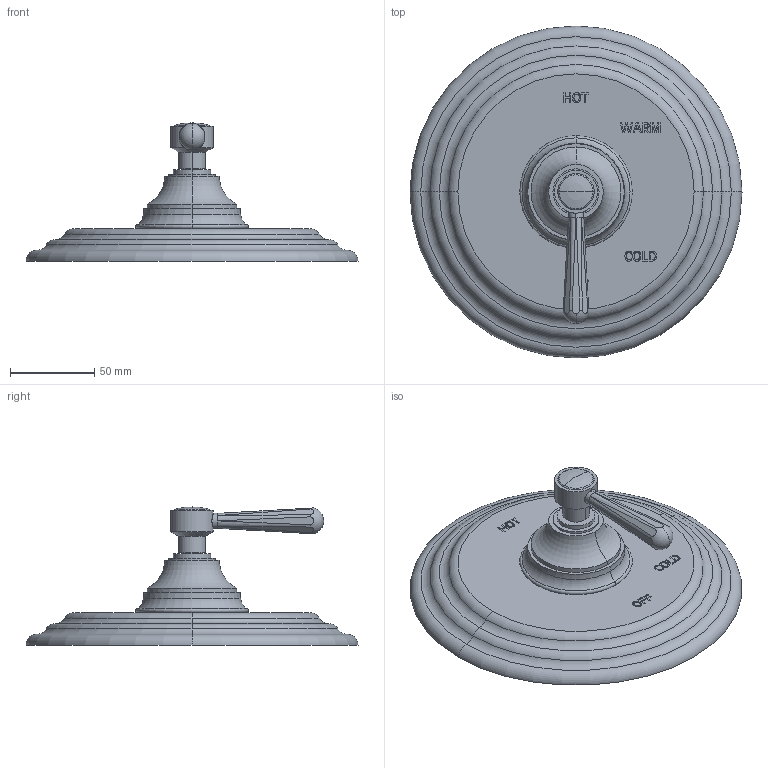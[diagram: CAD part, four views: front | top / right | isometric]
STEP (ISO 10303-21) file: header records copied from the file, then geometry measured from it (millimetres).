
FILE_DESCRIPTION((''),'2;1');
FILE_NAME('4-1664BP','2021-06-03T12:04:42',('jinson.thomas'),(''),'CREO PARAMETRIC BY PTC INC, 2018400','CREO PARAMETRIC BY PTC INC, 2018400','');
FILE_SCHEMA(('CONFIG_CONTROL_DESIGN'));
Length unit declared in the file: inch
Products named in the file (1): 4-1664BP
Bounding box: 196.85 x 196.85 x 81.89 mm (x, y, z)
Volume: 532733.4 mm3; surface area: 74654.2 mm2
Topology: 1 solids, 1 shells, 271 faces, 694 edges, 450 vertices
Faces by surface type: plane 139, extrusion 80, torus 20, cylinder 18, bspline 8, sphere 4, cone 2
Entity records: 8864 total; most frequent: CARTESIAN_POINT 2559, ORIENTED_EDGE 1380, DIRECTION 1050, EDGE_CURVE 690, VECTOR 500, VERTEX_POINT 450, LINE 420, EDGE_LOOP 300
